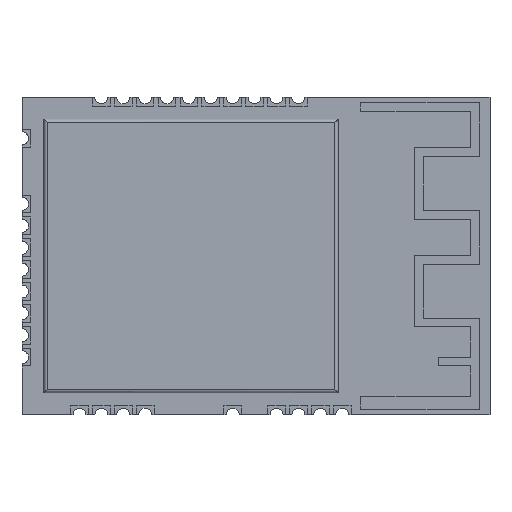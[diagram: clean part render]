
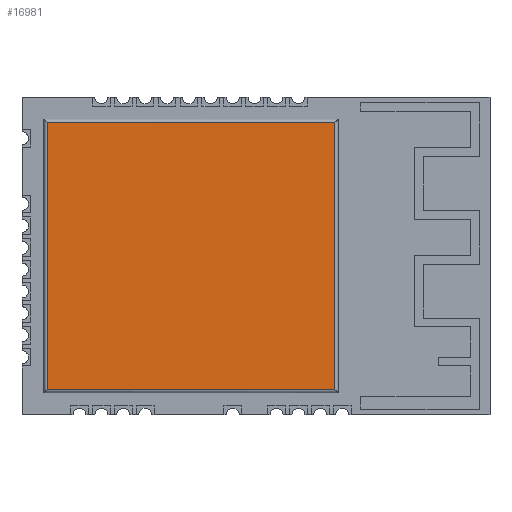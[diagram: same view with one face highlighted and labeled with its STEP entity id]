
A CAD part, top view. The second image highlights one B-rep face of the part: STEP entity #16981.
In plain terms, the highlighted planar face has unit normal (0, 0, 1).
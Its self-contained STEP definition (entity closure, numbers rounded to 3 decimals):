
#16808 = CYLINDRICAL_SURFACE('',#16809,0.15);
#16809 = AXIS2_PLACEMENT_3D('',#16810,#16811,#16812);
#16810 = CARTESIAN_POINT('',(3.665,0.,2.05));
#16811 = DIRECTION('',(0.,-1.,0.));
#16812 = DIRECTION('',(1.,0.,0.));
#16882 = CYLINDRICAL_SURFACE('',#16883,0.15);
#16883 = AXIS2_PLACEMENT_3D('',#16884,#16885,#16886);
#16884 = CARTESIAN_POINT('',(0.,6.2,2.05));
#16885 = DIRECTION('',(1.,0.,0.));
#16886 = DIRECTION('',(0.,1.,0.));
#16936 = CYLINDRICAL_SURFACE('',#16937,0.15);
#16937 = AXIS2_PLACEMENT_3D('',#16938,#16939,#16940);
#16938 = CARTESIAN_POINT('',(-9.695,0.,2.05));
#16939 = DIRECTION('',(0.,1.,0.));
#16940 = DIRECTION('',(-1.,0.,0.));
#16968 = CYLINDRICAL_SURFACE('',#16969,0.15);
#16969 = AXIS2_PLACEMENT_3D('',#16970,#16971,#16972);
#16970 = CARTESIAN_POINT('',(0.,-6.2,2.05));
#16971 = DIRECTION('',(-1.,0.,0.));
#16972 = DIRECTION('',(0.,-1.,0.));
#16981 = ADVANCED_FACE('',(#16982),#16996,.T.);
#16982 = FACE_BOUND('',#16983,.T.);
#16983 = EDGE_LOOP('',(#16984,#17014,#17037,#17060));
#16984 = ORIENTED_EDGE('',*,*,#16985,.T.);
#16985 = EDGE_CURVE('',#16986,#16988,#16990,.T.);
#16986 = VERTEX_POINT('',#16987);
#16987 = CARTESIAN_POINT('',(-9.695,6.2,2.2));
#16988 = VERTEX_POINT('',#16989);
#16989 = CARTESIAN_POINT('',(-9.695,-6.2,2.2));
#16990 = SURFACE_CURVE('',#16991,(#16995,#17007),.PCURVE_S1.);
#16991 = LINE('',#16992,#16993);
#16992 = CARTESIAN_POINT('',(-9.695,-6.35,2.2));
#16993 = VECTOR('',#16994,1.);
#16994 = DIRECTION('',(0.,-1.,0.));
#16995 = PCURVE('',#16996,#17001);
#16996 = PLANE('',#16997);
#16997 = AXIS2_PLACEMENT_3D('',#16998,#16999,#17000);
#16998 = CARTESIAN_POINT('',(0.,0.,2.2));
#16999 = DIRECTION('',(0.,0.,1.));
#17000 = DIRECTION('',(0.,-1.,0.));
#17001 = DEFINITIONAL_REPRESENTATION('',(#17002),#17006);
#17002 = LINE('',#17003,#17004);
#17003 = CARTESIAN_POINT('',(6.35,-9.695));
#17004 = VECTOR('',#17005,1.);
#17005 = DIRECTION('',(1.,0.));
#17006 = ( GEOMETRIC_REPRESENTATION_CONTEXT(2) 
PARAMETRIC_REPRESENTATION_CONTEXT() REPRESENTATION_CONTEXT('2D SPACE',''
  ) );
#17007 = PCURVE('',#16936,#17008);
#17008 = DEFINITIONAL_REPRESENTATION('',(#17009),#17013);
#17009 = LINE('',#17010,#17011);
#17010 = CARTESIAN_POINT('',(1.571,-6.35));
#17011 = VECTOR('',#17012,1.);
#17012 = DIRECTION('',(0.,-1.));
#17013 = ( GEOMETRIC_REPRESENTATION_CONTEXT(2) 
PARAMETRIC_REPRESENTATION_CONTEXT() REPRESENTATION_CONTEXT('2D SPACE',''
  ) );
#17014 = ORIENTED_EDGE('',*,*,#17015,.T.);
#17015 = EDGE_CURVE('',#16988,#17016,#17018,.T.);
#17016 = VERTEX_POINT('',#17017);
#17017 = CARTESIAN_POINT('',(3.665,-6.2,2.2));
#17018 = SURFACE_CURVE('',#17019,(#17023,#17030),.PCURVE_S1.);
#17019 = LINE('',#17020,#17021);
#17020 = CARTESIAN_POINT('',(3.815,-6.2,2.2));
#17021 = VECTOR('',#17022,1.);
#17022 = DIRECTION('',(1.,0.,0.));
#17023 = PCURVE('',#16996,#17024);
#17024 = DEFINITIONAL_REPRESENTATION('',(#17025),#17029);
#17025 = LINE('',#17026,#17027);
#17026 = CARTESIAN_POINT('',(6.2,3.815));
#17027 = VECTOR('',#17028,1.);
#17028 = DIRECTION('',(0.,1.));
#17029 = ( GEOMETRIC_REPRESENTATION_CONTEXT(2) 
PARAMETRIC_REPRESENTATION_CONTEXT() REPRESENTATION_CONTEXT('2D SPACE',''
  ) );
#17030 = PCURVE('',#16968,#17031);
#17031 = DEFINITIONAL_REPRESENTATION('',(#17032),#17036);
#17032 = LINE('',#17033,#17034);
#17033 = CARTESIAN_POINT('',(1.571,-3.815));
#17034 = VECTOR('',#17035,1.);
#17035 = DIRECTION('',(0.,-1.));
#17036 = ( GEOMETRIC_REPRESENTATION_CONTEXT(2) 
PARAMETRIC_REPRESENTATION_CONTEXT() REPRESENTATION_CONTEXT('2D SPACE',''
  ) );
#17037 = ORIENTED_EDGE('',*,*,#17038,.T.);
#17038 = EDGE_CURVE('',#17016,#17039,#17041,.T.);
#17039 = VERTEX_POINT('',#17040);
#17040 = CARTESIAN_POINT('',(3.665,6.2,2.2));
#17041 = SURFACE_CURVE('',#17042,(#17046,#17053),.PCURVE_S1.);
#17042 = LINE('',#17043,#17044);
#17043 = CARTESIAN_POINT('',(3.665,6.35,2.2));
#17044 = VECTOR('',#17045,1.);
#17045 = DIRECTION('',(0.,1.,0.));
#17046 = PCURVE('',#16996,#17047);
#17047 = DEFINITIONAL_REPRESENTATION('',(#17048),#17052);
#17048 = LINE('',#17049,#17050);
#17049 = CARTESIAN_POINT('',(-6.35,3.665));
#17050 = VECTOR('',#17051,1.);
#17051 = DIRECTION('',(-1.,0.));
#17052 = ( GEOMETRIC_REPRESENTATION_CONTEXT(2) 
PARAMETRIC_REPRESENTATION_CONTEXT() REPRESENTATION_CONTEXT('2D SPACE',''
  ) );
#17053 = PCURVE('',#16808,#17054);
#17054 = DEFINITIONAL_REPRESENTATION('',(#17055),#17059);
#17055 = LINE('',#17056,#17057);
#17056 = CARTESIAN_POINT('',(1.571,-6.35));
#17057 = VECTOR('',#17058,1.);
#17058 = DIRECTION('',(0.,-1.));
#17059 = ( GEOMETRIC_REPRESENTATION_CONTEXT(2) 
PARAMETRIC_REPRESENTATION_CONTEXT() REPRESENTATION_CONTEXT('2D SPACE',''
  ) );
#17060 = ORIENTED_EDGE('',*,*,#17061,.T.);
#17061 = EDGE_CURVE('',#17039,#16986,#17062,.T.);
#17062 = SURFACE_CURVE('',#17063,(#17067,#17074),.PCURVE_S1.);
#17063 = LINE('',#17064,#17065);
#17064 = CARTESIAN_POINT('',(-9.845,6.2,2.2));
#17065 = VECTOR('',#17066,1.);
#17066 = DIRECTION('',(-1.,0.,0.));
#17067 = PCURVE('',#16996,#17068);
#17068 = DEFINITIONAL_REPRESENTATION('',(#17069),#17073);
#17069 = LINE('',#17070,#17071);
#17070 = CARTESIAN_POINT('',(-6.2,-9.845));
#17071 = VECTOR('',#17072,1.);
#17072 = DIRECTION('',(0.,-1.));
#17073 = ( GEOMETRIC_REPRESENTATION_CONTEXT(2) 
PARAMETRIC_REPRESENTATION_CONTEXT() REPRESENTATION_CONTEXT('2D SPACE',''
  ) );
#17074 = PCURVE('',#16882,#17075);
#17075 = DEFINITIONAL_REPRESENTATION('',(#17076),#17080);
#17076 = LINE('',#17077,#17078);
#17077 = CARTESIAN_POINT('',(1.571,-9.845));
#17078 = VECTOR('',#17079,1.);
#17079 = DIRECTION('',(0.,-1.));
#17080 = ( GEOMETRIC_REPRESENTATION_CONTEXT(2) 
PARAMETRIC_REPRESENTATION_CONTEXT() REPRESENTATION_CONTEXT('2D SPACE',''
  ) );
